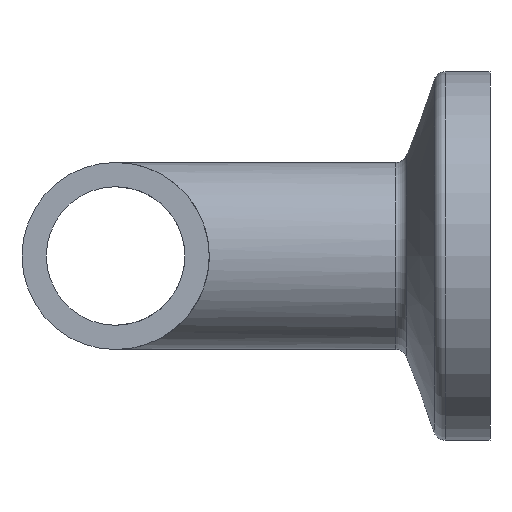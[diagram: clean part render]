
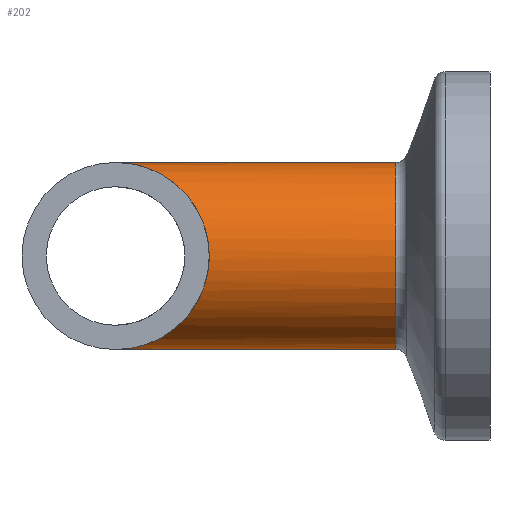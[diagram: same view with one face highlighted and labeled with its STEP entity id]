
A CAD part, left-side view. The second image highlights one B-rep face of the part: STEP entity #202.
In plain terms, the highlighted cylindrical face has radius 6.35 mm (diameter 12.7 mm), a full revolution.
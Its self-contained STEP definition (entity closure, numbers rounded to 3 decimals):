
#112=CARTESIAN_POINT('',(0.0,25.4,-6.35));
#113=VERTEX_POINT('',#112);
#114=CARTESIAN_POINT('',(0.0,25.4,6.35));
#115=VERTEX_POINT('',#114);
#116=CARTESIAN_POINT('',(0.0,25.4,0.0));
#117=DIRECTION('',(-0.707,-0.707,0.0));
#118=DIRECTION('',(0.707,-0.707,0.0));
#119=AXIS2_PLACEMENT_3D('',#116,#117,#118);
#120=ELLIPSE('',#119,8.98,6.35);
#121=EDGE_CURVE('',#113,#115,#120,.T.);
#123=CARTESIAN_POINT('',(0.0,25.4,0.0));
#124=DIRECTION('',(0.707,-0.707,0.0));
#125=DIRECTION('',(-0.707,-0.707,0.0));
#126=AXIS2_PLACEMENT_3D('',#123,#124,#125);
#127=ELLIPSE('',#126,8.98,6.35);
#128=EDGE_CURVE('',#115,#113,#127,.T.);
#182=CARTESIAN_POINT('',(0.0,17.549,0.0));
#183=DIRECTION('',(0.0,-1.0,0.0));
#184=DIRECTION('',(1.0,0.0,0.0));
#185=AXIS2_PLACEMENT_3D('',#182,#183,#184);
#186=CYLINDRICAL_SURFACE('',#185,6.35);
#187=ORIENTED_EDGE('',*,*,#121,.T.);
#188=ORIENTED_EDGE('',*,*,#128,.T.);
#189=EDGE_LOOP('',(#187,#188));
#190=FACE_OUTER_BOUND('',#189,.T.);
#191=CARTESIAN_POINT('',(6.35,6.399,0.0));
#192=VERTEX_POINT('',#191);
#193=CARTESIAN_POINT('',(0.0,6.399,0.0));
#194=DIRECTION('',(0.0,-1.0,0.0));
#195=DIRECTION('',(1.0,0.0,0.0));
#196=AXIS2_PLACEMENT_3D('',#193,#194,#195);
#197=CIRCLE('',#196,6.35);
#198=EDGE_CURVE('',#192,#192,#197,.T.);
#199=ORIENTED_EDGE('',*,*,#198,.F.);
#200=EDGE_LOOP('',(#199));
#201=FACE_BOUND('',#200,.T.);
#202=ADVANCED_FACE('',(#190,#201),#186,.T.);
